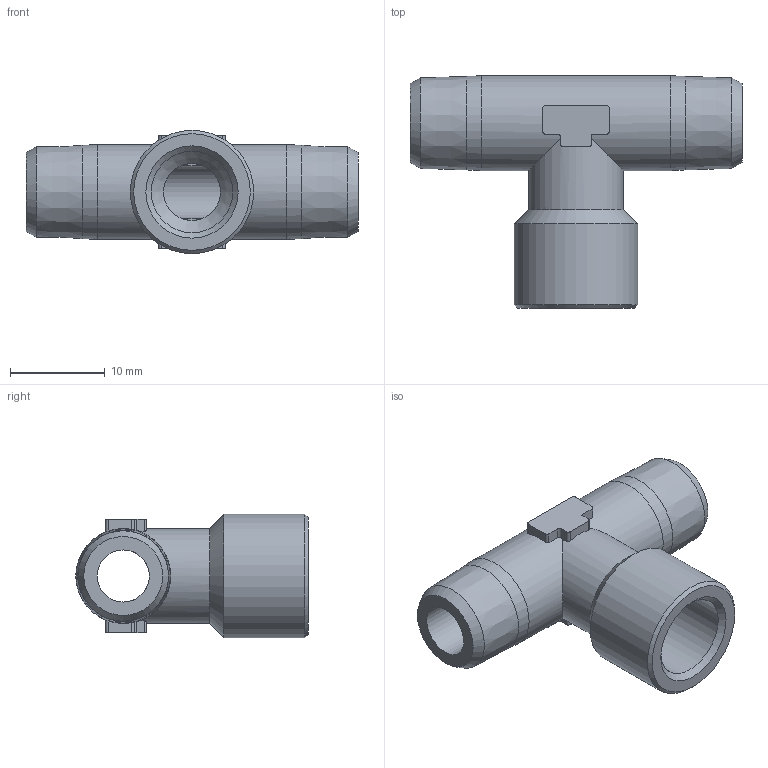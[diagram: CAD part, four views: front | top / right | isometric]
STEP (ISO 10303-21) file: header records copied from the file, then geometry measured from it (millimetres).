
FILE_DESCRIPTION(/* description */ ('STEP AP214'),/* implementation_level */ '2;1');
FILE_NAME(/* name */ '8030255_NPFC-T-G18-2R18-FMM',/* time_stamp */ '2024-09-13T00:33:04+02:00',/* author */ ('License CC BY-ND 4.0'),/* organization */ ('CADENAS'),/* preprocessor_version */ 'ST-DEVELOPER v19.3',/* originating_system */ 'PARTsolutions',/* authorisation */ ' ');
FILE_SCHEMA (('AUTOMOTIVE_DESIGN {1 0 10303 214 3 1 1}'));
Length unit declared in the file: millimetre
Products named in the file (1): 8030255 NPFC-T-G18-2R18-FMM
Bounding box: 35 x 24.5 x 13 mm (x, y, z)
Volume: 2833.5 mm3; surface area: 2784.2 mm2
Topology: 1 solids, 1 shells, 53 faces, 140 edges, 89 vertices
Faces by surface type: plane 23, cylinder 20, cone 10
Full cylindrical faces by diameter (mm): 5.5 x1, 6 x1, 8.566 x1, 10 x2, 13 x1
Entity records: 1592 total; most frequent: CARTESIAN_POINT 322, DIRECTION 258, ORIENTED_EDGE 240, EDGE_CURVE 120, AXIS2_PLACEMENT_3D 100, VERTEX_POINT 86, EDGE_LOOP 74, FACE_BOUND 74
